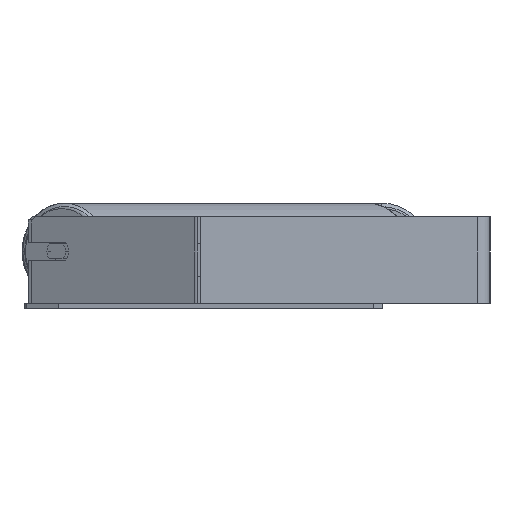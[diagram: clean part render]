
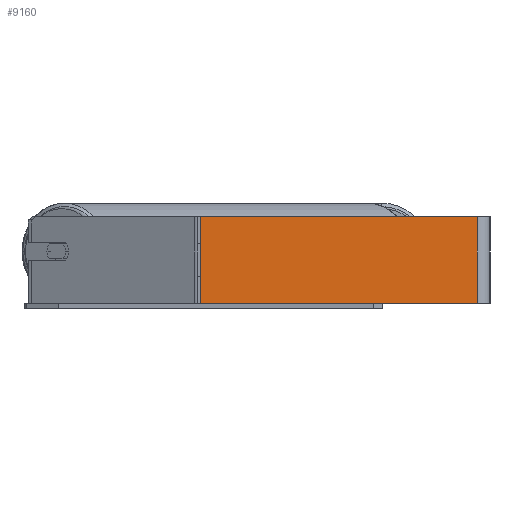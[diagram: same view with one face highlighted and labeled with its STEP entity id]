
A CAD part, left-side view. The second image highlights one B-rep face of the part: STEP entity #9160.
In plain terms, the highlighted planar face has unit normal (-1, 0, 0).
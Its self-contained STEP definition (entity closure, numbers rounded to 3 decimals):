
#580 = VERTEX_POINT ( 'NONE', #7168 ) ;
#797 = CARTESIAN_POINT ( 'NONE',  ( -900., 12., -40. ) ) ;
#832 = VECTOR ( 'NONE', #7420, 1000. ) ;
#877 = DIRECTION ( 'NONE',  ( 1., 0., 0. ) ) ;
#1061 = PLANE ( 'NONE',  #5401 ) ;
#1384 = DIRECTION ( 'NONE',  ( 0., -1., 0. ) ) ;
#1470 = ORIENTED_EDGE ( 'NONE', *, *, #8272, .T. ) ;
#1549 = CARTESIAN_POINT ( 'NONE',  ( -900., 267.286, -40. ) ) ;
#1895 = ORIENTED_EDGE ( 'NONE', *, *, #6792, .F. ) ;
#2389 = CARTESIAN_POINT ( 'NONE',  ( -900., 270.502, -40. ) ) ;
#3558 = EDGE_CURVE ( 'NONE', #580, #4400, #8372, .T. ) ;
#3674 = LINE ( 'NONE', #8590, #6456 ) ;
#3707 = VECTOR ( 'NONE', #1384, 1000. ) ;
#3792 = DIRECTION ( 'NONE',  ( 0., 0., -1. ) ) ;
#3980 = DIRECTION ( 'NONE',  ( 0., 0., -1. ) ) ;
#3981 = CARTESIAN_POINT ( 'NONE',  ( -900., 270.502, 40. ) ) ;
#4400 = VERTEX_POINT ( 'NONE', #1549 ) ;
#4402 = CARTESIAN_POINT ( 'NONE',  ( -900., 12., 40. ) ) ;
#4687 = FACE_OUTER_BOUND ( 'NONE', #6240, .T. ) ;
#5401 = AXIS2_PLACEMENT_3D ( 'NONE', #3981, #877, #3792 ) ;
#5896 = VERTEX_POINT ( 'NONE', #4402 ) ;
#6104 = LINE ( 'NONE', #6870, #3707 ) ;
#6240 = EDGE_LOOP ( 'NONE', ( #1470, #7286, #1895, #8508 ) ) ;
#6456 = VECTOR ( 'NONE', #9202, 1000. ) ;
#6792 = EDGE_CURVE ( 'NONE', #580, #5896, #6104, .T. ) ;
#6805 = LINE ( 'NONE', #2389, #832 ) ;
#6870 = CARTESIAN_POINT ( 'NONE',  ( -900., 270.502, 40. ) ) ;
#7168 = CARTESIAN_POINT ( 'NONE',  ( -900., 267.286, 40. ) ) ;
#7271 = VERTEX_POINT ( 'NONE', #797 ) ;
#7280 = VECTOR ( 'NONE', #3980, 1000. ) ;
#7286 = ORIENTED_EDGE ( 'NONE', *, *, #8598, .F. ) ;
#7420 = DIRECTION ( 'NONE',  ( 0., -1., 0. ) ) ;
#8272 = EDGE_CURVE ( 'NONE', #4400, #7271, #6805, .T. ) ;
#8323 = CARTESIAN_POINT ( 'NONE',  ( -900., 267.286, 40. ) ) ;
#8372 = LINE ( 'NONE', #8323, #7280 ) ;
#8508 = ORIENTED_EDGE ( 'NONE', *, *, #3558, .T. ) ;
#8590 = CARTESIAN_POINT ( 'NONE',  ( -900., 12., 40. ) ) ;
#8598 = EDGE_CURVE ( 'NONE', #5896, #7271, #3674, .T. ) ;
#9160 = ADVANCED_FACE ( 'NONE', ( #4687 ), #1061, .F. ) ;
#9202 = DIRECTION ( 'NONE',  ( 0., 0., -1. ) ) ;
